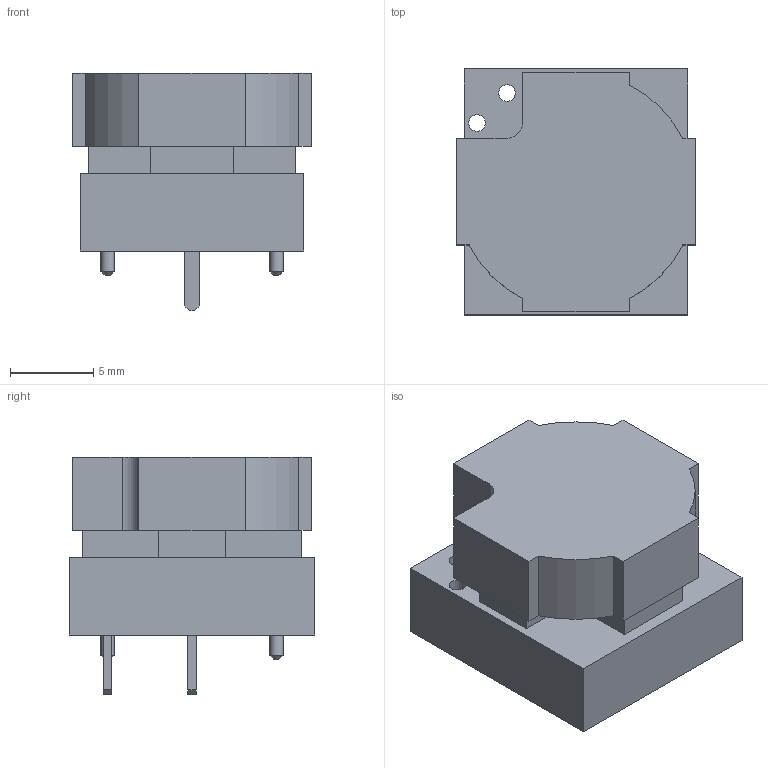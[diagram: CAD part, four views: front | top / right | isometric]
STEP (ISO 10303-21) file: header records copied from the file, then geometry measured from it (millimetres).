
FILE_DESCRIPTION(/* description */ (''),/* implementation_level */ '2;1');
FILE_NAME(/* name */ 'Marquardt_6425_0101 v5.step',/* time_stamp */ '2020-10-18T12:27:57-07:00',/* author */ (''),/* organization */ (''),/* preprocessor_version */ 'ST-DEVELOPER v18.1',/* originating_system */ 'Autodesk Translation Framework v9.3.0.1241',/* authorisation */ '');
FILE_SCHEMA (('AUTOMOTIVE_DESIGN { 1 0 10303 214 3 1 1 }'));
Length unit declared in the file: millimetre
Products named in the file (4): Marquardt_6425_0101; Base; Plunger; PIns
Assembly tree (3 placements, depth 2):
  Marquardt_6425_0101
    Base
    Plunger
    PIns
Bounding box: 14.4 x 14.8 x 14.3 mm (x, y, z)
Volume: 1657.2 mm3; surface area: 1667.7 mm2
Topology: 4 solids, 4 shells, 74 faces, 184 edges, 122 vertices
Faces by surface type: plane 64, cylinder 8, cone 2
Full cylindrical faces by diameter (mm): 0.8 x2, 1 x2
Entity records: 2325 total; most frequent: CARTESIAN_POINT 388, ORIENTED_EDGE 368, DIRECTION 366, EDGE_CURVE 184, LINE 166, VECTOR 166, VERTEX_POINT 122, AXIS2_PLACEMENT_3D 100
